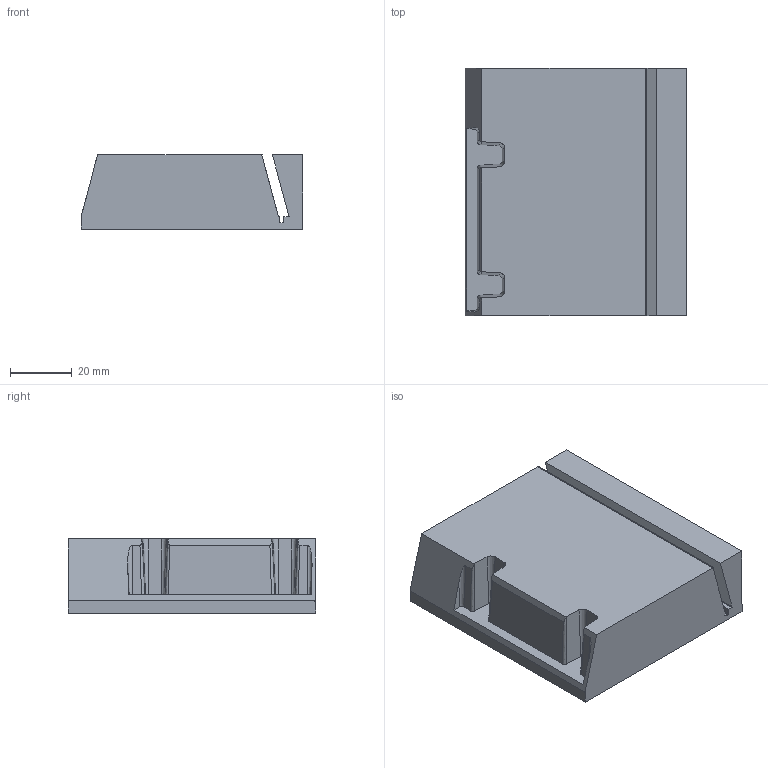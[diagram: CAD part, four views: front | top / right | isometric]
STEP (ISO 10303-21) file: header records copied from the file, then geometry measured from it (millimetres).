
FILE_DESCRIPTION(/* description */ (''),/* implementation_level */ '2;1');
FILE_NAME(/* name */ 'bugg-insert-press-side_v1-2.step',/* time_stamp */ '2021-07-26T14:49:32+01:00',/* author */ (''),/* organization */ (''),/* preprocessor_version */ 'ST-DEVELOPER v18.1',/* originating_system */ 'Autodesk Translation Framework v10.6.0.1341',/* authorisation */ '');
FILE_SCHEMA (('AUTOMOTIVE_DESIGN { 1 0 10303 214 3 1 1 }'));
Length unit declared in the file: millimetre
Products named in the file (1): side_v1.2
Bounding box: 71.71 x 80 x 24 mm (x, y, z)
Volume: 124043.2 mm3; surface area: 22429.6 mm2
Topology: 1 solids, 1 shells, 50 faces, 139 edges, 91 vertices
Faces by surface type: plane 30, cone 9, bspline 7, torus 2, cylinder 2
Entity records: 1778 total; most frequent: CARTESIAN_POINT 489, ORIENTED_EDGE 278, DIRECTION 246, EDGE_CURVE 139, LINE 96, VECTOR 96, VERTEX_POINT 91, AXIS2_PLACEMENT_3D 75
